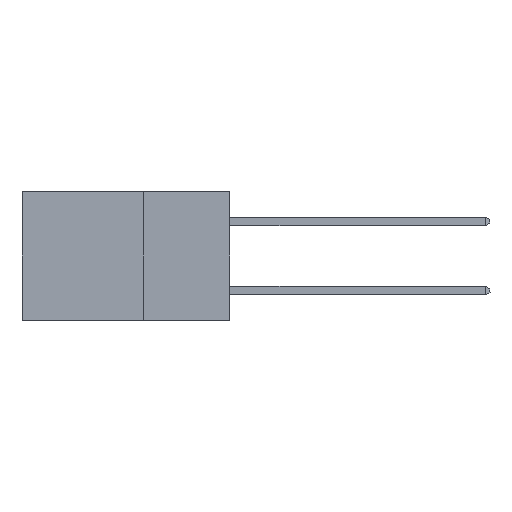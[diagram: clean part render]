
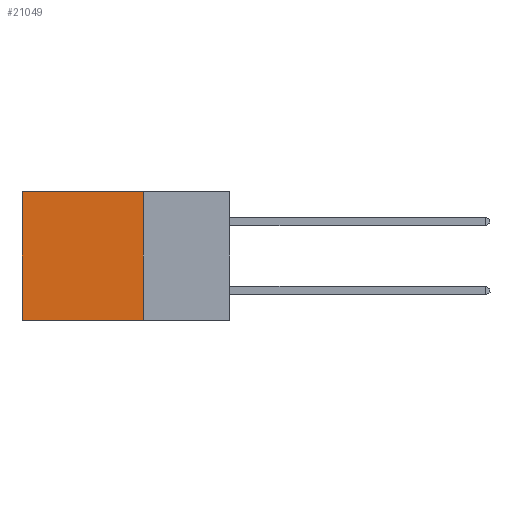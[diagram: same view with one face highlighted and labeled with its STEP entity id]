
A CAD part, left-side view. The second image highlights one B-rep face of the part: STEP entity #21049.
In plain terms, the highlighted planar face has unit normal (-1, 0, 0).
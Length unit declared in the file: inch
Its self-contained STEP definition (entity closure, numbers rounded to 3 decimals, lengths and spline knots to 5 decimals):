
#491 = CARTESIAN_POINT ( 'NONE',  ( 0.298, 0.25, 0. ) ) ;
#1376 = VERTEX_POINT ( 'NONE', #10671 ) ;
#1389 = LINE ( 'NONE', #2798, #14072 ) ;
#1630 = CARTESIAN_POINT ( 'NONE',  ( 0.298, 0.6, -0.37 ) ) ;
#2164 = DIRECTION ( 'NONE',  ( 0., 0., -1. ) ) ;
#2669 = AXIS2_PLACEMENT_3D ( 'NONE', #491, #3842, #2164 ) ;
#2798 = CARTESIAN_POINT ( 'NONE',  ( 0.298, 0.25, 0. ) ) ;
#3344 = CARTESIAN_POINT ( 'NONE',  ( 0.298, 0.6, 0. ) ) ;
#3842 = DIRECTION ( 'NONE',  ( 1., 0., 0. ) ) ;
#4259 = EDGE_CURVE ( 'NONE', #1376, #11758, #16634, .T. ) ;
#4940 = DIRECTION ( 'NONE',  ( 0., 1., 0. ) ) ;
#5266 = EDGE_CURVE ( 'NONE', #16448, #11758, #15050, .T. ) ;
#6187 = CARTESIAN_POINT ( 'NONE',  ( 0.298, 0.6, 0. ) ) ;
#6520 = ORIENTED_EDGE ( 'NONE', *, *, #8294, .T. ) ;
#7324 = FACE_OUTER_BOUND ( 'NONE', #18062, .T. ) ;
#7844 = LINE ( 'NONE', #20778, #16338 ) ;
#8294 = EDGE_CURVE ( 'NONE', #18452, #16448, #1389, .T. ) ;
#8813 = EDGE_CURVE ( 'NONE', #18452, #1376, #7844, .T. ) ;
#9968 = DIRECTION ( 'NONE',  ( 0., 0., -1. ) ) ;
#10671 = CARTESIAN_POINT ( 'NONE',  ( 0.298, 0.25, -0.37 ) ) ;
#11172 = ORIENTED_EDGE ( 'NONE', *, *, #4259, .F. ) ;
#11758 = VERTEX_POINT ( 'NONE', #1630 ) ;
#14072 = VECTOR ( 'NONE', #19060, 39.37008 ) ;
#15050 = LINE ( 'NONE', #3344, #17912 ) ;
#15193 = ORIENTED_EDGE ( 'NONE', *, *, #8813, .F. ) ;
#16265 = CARTESIAN_POINT ( 'NONE',  ( 0.298, 0.25, -0.37 ) ) ;
#16338 = VECTOR ( 'NONE', #17730, 39.37008 ) ;
#16448 = VERTEX_POINT ( 'NONE', #6187 ) ;
#16634 = LINE ( 'NONE', #16265, #18448 ) ;
#16692 = PLANE ( 'NONE',  #2669 ) ;
#17135 = CARTESIAN_POINT ( 'NONE',  ( 0.298, 0.25, 0. ) ) ;
#17175 = ORIENTED_EDGE ( 'NONE', *, *, #5266, .T. ) ;
#17730 = DIRECTION ( 'NONE',  ( 0., 0., -1. ) ) ;
#17912 = VECTOR ( 'NONE', #9968, 39.37008 ) ;
#18062 = EDGE_LOOP ( 'NONE', ( #17175, #11172, #15193, #6520 ) ) ;
#18448 = VECTOR ( 'NONE', #4940, 39.37008 ) ;
#18452 = VERTEX_POINT ( 'NONE', #17135 ) ;
#19060 = DIRECTION ( 'NONE',  ( 0., 1., 0. ) ) ;
#20778 = CARTESIAN_POINT ( 'NONE',  ( 0.298, 0.25, 0. ) ) ;
#21049 = ADVANCED_FACE ( 'NONE', ( #7324 ), #16692, .F. ) ;
